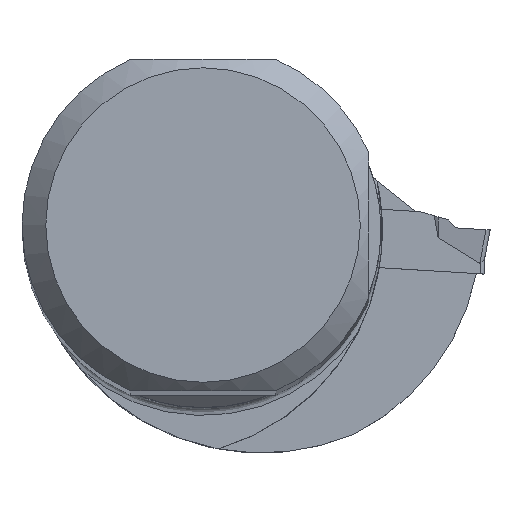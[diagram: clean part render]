
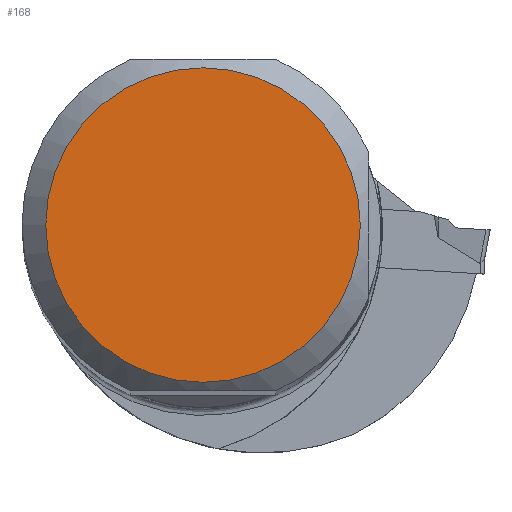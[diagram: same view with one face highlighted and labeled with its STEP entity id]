
A CAD part, top view. The second image highlights one B-rep face of the part: STEP entity #168.
In plain terms, the highlighted planar face has unit normal (0, 0, 1).
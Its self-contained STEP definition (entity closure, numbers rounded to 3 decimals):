
#168=ADVANCED_FACE('',(#269),#221,.F.);
#221=PLANE('',#1439);
#269=FACE_OUTER_BOUND('',#336,.T.);
#336=EDGE_LOOP('',(#744));
#386=CIRCLE('',#1421,16.55);
#744=ORIENTED_EDGE('',*,*,#1161,.F.);
#1022=VERTEX_POINT('',#2064);
#1161=EDGE_CURVE('',#1022,#1022,#386,.T.);
#1421=AXIS2_PLACEMENT_3D('',#2063,#1592,#1593);
#1439=AXIS2_PLACEMENT_3D('',#2083,#1629,#1630);
#1592=DIRECTION('',(0.,0.,-1.));
#1593=DIRECTION('',(0.,1.,0.));
#1629=DIRECTION('',(0.,0.,-1.));
#1630=DIRECTION('',(0.,1.,0.));
#2063=CARTESIAN_POINT('',(0.,0.,0.));
#2064=CARTESIAN_POINT('',(0.,16.55,0.));
#2083=CARTESIAN_POINT('',(0.,0.,0.));
